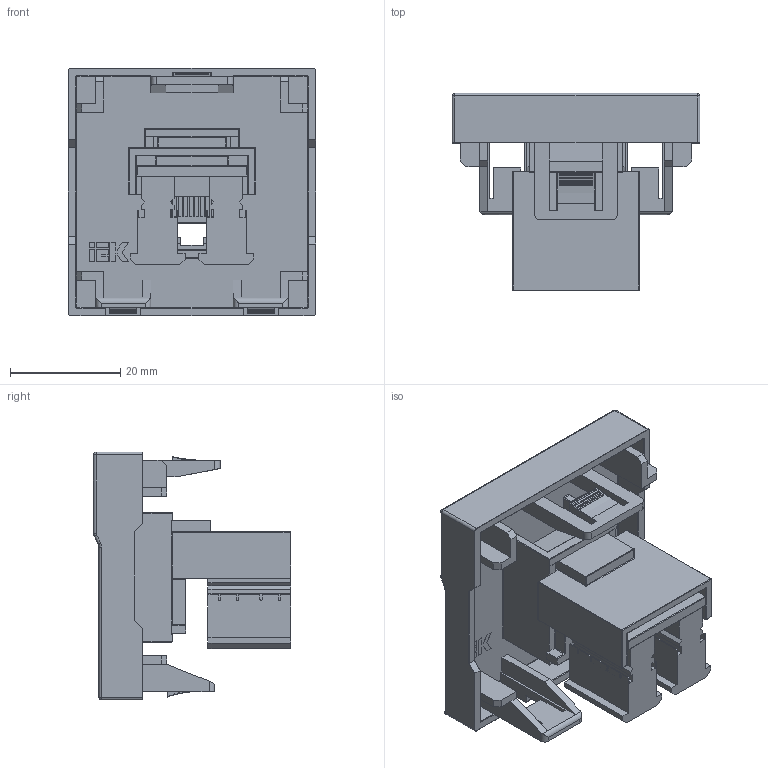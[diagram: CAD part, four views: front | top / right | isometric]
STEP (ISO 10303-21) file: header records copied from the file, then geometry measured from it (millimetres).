
FILE_DESCRIPTION (( 'STEP AP203' ), '1' );
FILE_NAME ('CKK-40D-RI2-K01 ÐÊÈ-20-00-Ï Ðîçåòêà èíôîðìàöèîííàÿ RJ-45 UTP êàò.5e (íà 2 ìîäóëÿ) ÏÐÀÉÌÅÐ áåëàÿ IEK.STEP', '2016-07-05T13:34:32', ( '' ), ( '' ), 'SwSTEP 2.0', 'SolidWorks 2014', '' );
FILE_SCHEMA (( 'CONFIG_CONTROL_DESIGN' ));
Length unit declared in the file: millimetre
Products named in the file (1): CKK-40D-RI2-K01 ÐÊÈ-20-00-Ï Ðîçåòêà èíôîðìàöèîííàÿ RJ-45 UTP êàò.5e (íà 2 ìîäóëÿ) ÏÐÀÉÌÅÐ áåëàÿ IEK
Bounding box: 45 x 35.8 x 45 mm (x, y, z)
Volume: 13795.4 mm3; surface area: 15805.6 mm2
Topology: 1 solids, 1 shells, 673 faces, 1783 edges, 1109 vertices
Faces by surface type: plane 434, cylinder 194, torus 32, sphere 13
Entity records: 20446 total; most frequent: CARTESIAN_POINT 3764, ORIENTED_EDGE 3542, DIRECTION 3353, EDGE_CURVE 1771, LINE 1397, VECTOR 1397, VERTEX_POINT 1109, AXIS2_PLACEMENT_3D 978
